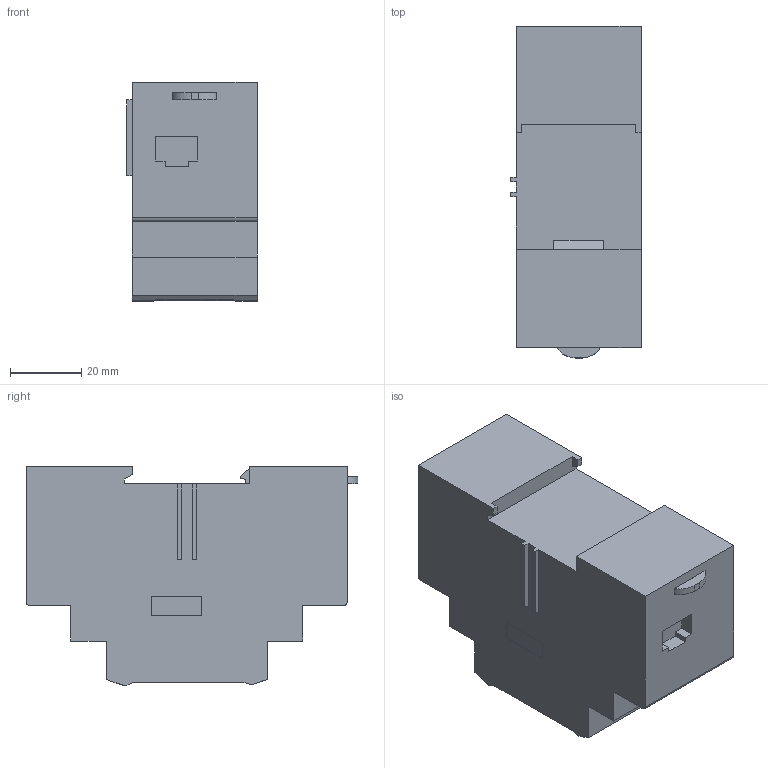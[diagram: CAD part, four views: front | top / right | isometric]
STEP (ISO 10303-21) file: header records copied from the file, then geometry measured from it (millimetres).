
FILE_DESCRIPTION((''),'2;1');
FILE_NAME('CEM_M_ETH','2017-11-21T',('mpoy'),(''),'CREO PARAMETRIC BY PTC INC, 2015290','CREO PARAMETRIC BY PTC INC, 2015290','');
FILE_SCHEMA(('AUTOMOTIVE_DESIGN { 1 0 10303 214 1 1 1 1 }'));
Length unit declared in the file: millimetre
Products named in the file (1): CEM_M_ETH
Bounding box: 36.5 x 92.96 x 61.56 mm (x, y, z)
Volume: 157370 mm3; surface area: 20494.4 mm2
Topology: 1 solids, 1 shells, 86 faces, 222 edges, 148 vertices
Faces by surface type: plane 63, cylinder 13, extrusion 8, bspline 2
Entity records: 4503 total; most frequent: COLOUR_RGB 1575, CARTESIAN_POINT 687, ORIENTED_EDGE 444, DIRECTION 396, EDGE_CURVE 222, VECTOR 180, LINE 172, VERTEX_POINT 148
